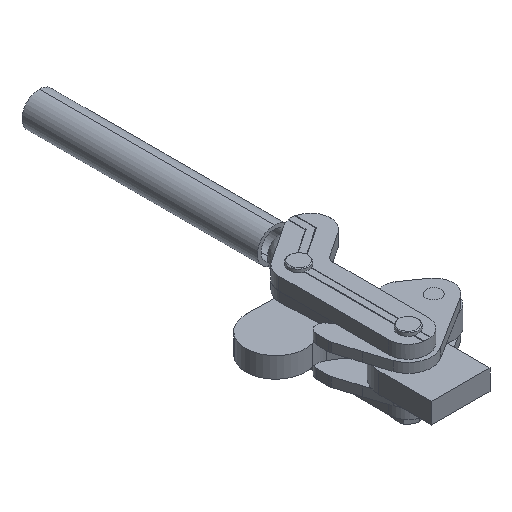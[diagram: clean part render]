
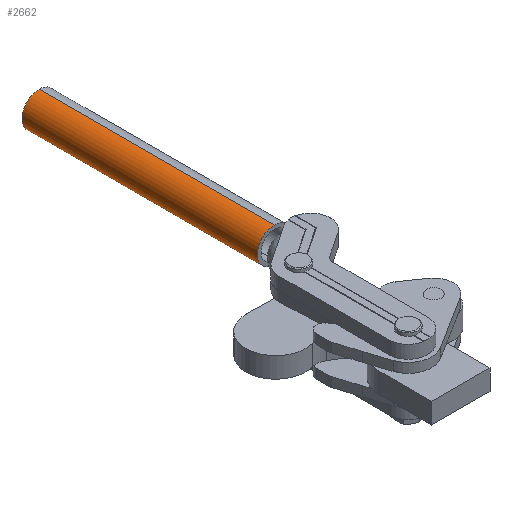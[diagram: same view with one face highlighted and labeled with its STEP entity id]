
A CAD part, isometric view. The second image highlights one B-rep face of the part: STEP entity #2662.
In plain terms, the highlighted cylindrical face has radius 10.85 mm (diameter 21.7 mm), a partial arc.
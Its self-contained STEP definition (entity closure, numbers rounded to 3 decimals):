
#299 = CYLINDRICAL_SURFACE ( 'NONE', #7721, 10.85 ) ;
#345 = CARTESIAN_POINT ( 'NONE',  ( 0., 0., -10.85 ) ) ;
#466 = CARTESIAN_POINT ( 'NONE',  ( 0., 150., 0. ) ) ;
#845 = CARTESIAN_POINT ( 'NONE',  ( 0., 0., 0. ) ) ;
#912 = CARTESIAN_POINT ( 'NONE',  ( 0., 150., 0. ) ) ;
#1108 = EDGE_CURVE ( 'NONE', #1368, #5887, #4297, .T. ) ;
#1328 = CARTESIAN_POINT ( 'NONE',  ( 0., 150., 10.85 ) ) ;
#1368 = VERTEX_POINT ( 'NONE', #8923 ) ;
#1637 = DIRECTION ( 'NONE',  ( 0., 1., 0. ) ) ;
#1667 = DIRECTION ( 'NONE',  ( 0., -1., 0. ) ) ;
#1673 = EDGE_CURVE ( 'NONE', #6584, #4433, #4274, .T. ) ;
#1697 = DIRECTION ( 'NONE',  ( 0., 0., 1. ) ) ;
#2463 = EDGE_CURVE ( 'NONE', #1368, #6584, #7491, .T. ) ;
#2662 = ADVANCED_FACE ( 'NONE', ( #5197 ), #299, .T. ) ;
#3246 = EDGE_LOOP ( 'NONE', ( #6106, #5827, #6893, #4982 ) ) ;
#3644 = LINE ( 'NONE', #1328, #7318 ) ;
#3817 = VECTOR ( 'NONE', #5116, 1000. ) ;
#4274 = CIRCLE ( 'NONE', #5702, 10.85 ) ;
#4297 = CIRCLE ( 'NONE', #8948, 10.85 ) ;
#4433 = VERTEX_POINT ( 'NONE', #8018 ) ;
#4699 = DIRECTION ( 'NONE',  ( 0., 0., -1. ) ) ;
#4982 = ORIENTED_EDGE ( 'NONE', *, *, #1673, .T. ) ;
#5116 = DIRECTION ( 'NONE',  ( 0., -1., 0. ) ) ;
#5197 = FACE_OUTER_BOUND ( 'NONE', #3246, .T. ) ;
#5506 = CARTESIAN_POINT ( 'NONE',  ( 0., 150., -10.85 ) ) ;
#5702 = AXIS2_PLACEMENT_3D ( 'NONE', #845, #1637, #1697 ) ;
#5805 = CARTESIAN_POINT ( 'NONE',  ( 0., 150., 10.85 ) ) ;
#5827 = ORIENTED_EDGE ( 'NONE', *, *, #1108, .F. ) ;
#5887 = VERTEX_POINT ( 'NONE', #5805 ) ;
#6106 = ORIENTED_EDGE ( 'NONE', *, *, #6371, .F. ) ;
#6371 = EDGE_CURVE ( 'NONE', #5887, #4433, #3644, .T. ) ;
#6584 = VERTEX_POINT ( 'NONE', #345 ) ;
#6893 = ORIENTED_EDGE ( 'NONE', *, *, #2463, .T. ) ;
#7318 = VECTOR ( 'NONE', #8465, 1000. ) ;
#7347 = DIRECTION ( 'NONE',  ( 0., 1., 0. ) ) ;
#7491 = LINE ( 'NONE', #5506, #3817 ) ;
#7721 = AXIS2_PLACEMENT_3D ( 'NONE', #466, #1667, #4699 ) ;
#8018 = CARTESIAN_POINT ( 'NONE',  ( 0., 0., 10.85 ) ) ;
#8465 = DIRECTION ( 'NONE',  ( 0., -1., 0. ) ) ;
#8877 = DIRECTION ( 'NONE',  ( 0., 0., 1. ) ) ;
#8923 = CARTESIAN_POINT ( 'NONE',  ( 0., 150., -10.85 ) ) ;
#8948 = AXIS2_PLACEMENT_3D ( 'NONE', #912, #7347, #8877 ) ;
